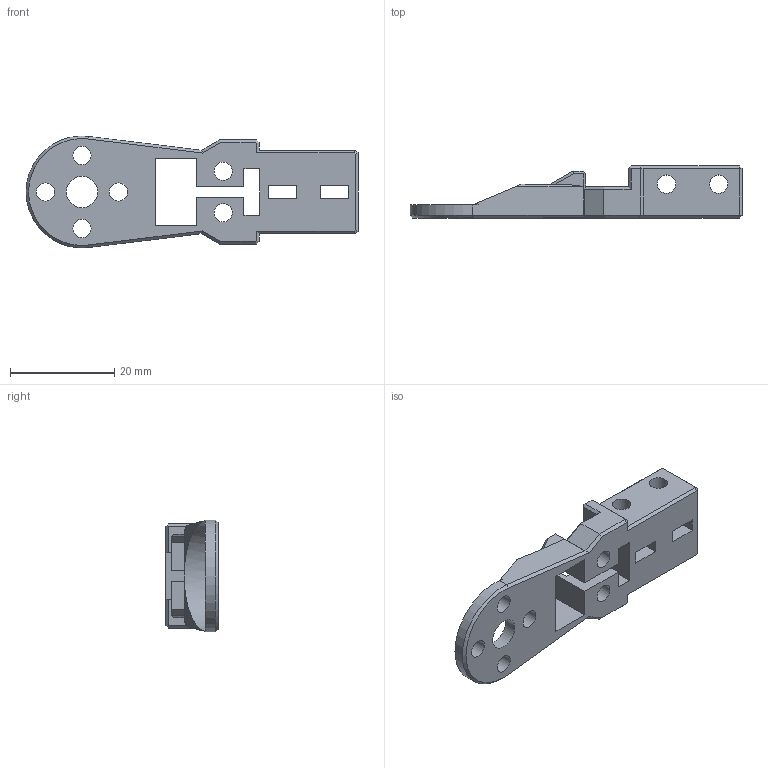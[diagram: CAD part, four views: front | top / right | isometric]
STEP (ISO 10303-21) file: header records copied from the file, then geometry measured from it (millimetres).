
FILE_DESCRIPTION(/* description */ (''),/* implementation_level */ '2;1');
FILE_NAME(/* name */ 'CoxaSide1.step',/* time_stamp */ '2023-02-27T21:20:41-06:00',/* author */ (''),/* organization */ (''),/* preprocessor_version */ 'ST-DEVELOPER v19.2',/* originating_system */ 'Autodesk Translation Framework v11.17.0.187',/* authorisation */ '');
FILE_SCHEMA (('AUTOMOTIVE_DESIGN { 1 0 10303 214 3 1 1 }'));
Length unit declared in the file: millimetre
Products named in the file (1): CoxaSide1
Bounding box: 63.75 x 10 x 21.48 mm (x, y, z)
Volume: 5220 mm3; surface area: 4346.5 mm2
Topology: 1 solids, 1 shells, 114 faces, 296 edges, 183 vertices
Faces by surface type: plane 100, cylinder 13, cone 1
Full cylindrical faces by diameter (mm): 3.5 x10, 6 x1
Entity records: 3473 total; most frequent: CARTESIAN_POINT 594, ORIENTED_EDGE 592, DIRECTION 554, EDGE_CURVE 296, LINE 268, VECTOR 268, VERTEX_POINT 183, AXIS2_PLACEMENT_3D 143
